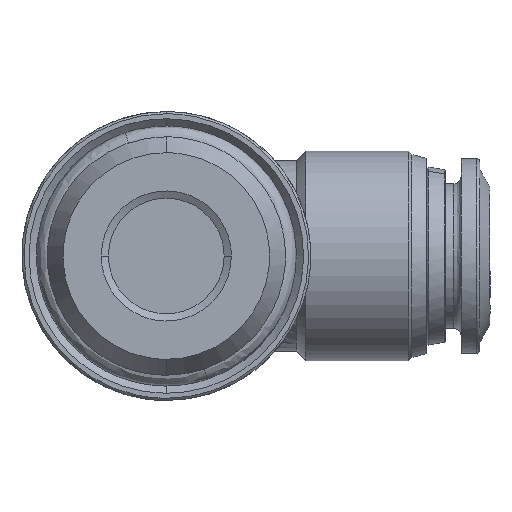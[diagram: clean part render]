
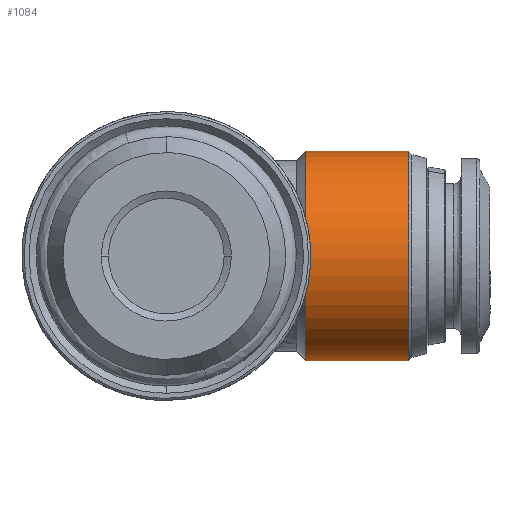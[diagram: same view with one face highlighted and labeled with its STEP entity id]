
A CAD part, front view. The second image highlights one B-rep face of the part: STEP entity #1084.
In plain terms, the highlighted free-form (B-spline) face has degree [1, 3] with [2, 4] control points.
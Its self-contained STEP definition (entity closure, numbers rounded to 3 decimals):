
#53 = CARTESIAN_POINT ( 'NONE',  ( 9.65, 0., 7.25 ) ) ;
#539 = CARTESIAN_POINT ( 'NONE',  ( 16.768, -14.5, -7.25 ) ) ;
#633 = B_SPLINE_CURVE_WITH_KNOTS ( 'NONE', 1,
 ( #3430, #1688 ),
 .UNSPECIFIED., .F., .F.,
 ( 2, 2 ),
 ( -1., 0. ),
 .UNSPECIFIED. ) ;
#737 = CARTESIAN_POINT ( 'NONE',  ( 9.65, 0., -7.25 ) ) ;
#1084 = ADVANCED_FACE ( 'NONE', ( #2581 ), #2564, .F. ) ;
#1136 = ORIENTED_EDGE ( 'NONE', *, *, #1710, .F. ) ;
#1245 = CARTESIAN_POINT ( 'NONE',  ( 9.65, -14.5, 7.25 ) ) ;
#1688 = CARTESIAN_POINT ( 'NONE',  ( 16.768, 0., 7.25 ) ) ;
#1710 = EDGE_CURVE ( 'NONE', #4869, #4384, #1791, .T. ) ;
#1720 = CARTESIAN_POINT ( 'NONE',  ( 9.65, -14.5, 7.25 ) ) ;
#1740 = CARTESIAN_POINT ( 'NONE',  ( 16.768, -14.5, 7.25 ) ) ;
#1791 = B_SPLINE_CURVE_WITH_KNOTS ( 'NONE', 1,
 ( #2657, #6771 ),
 .UNSPECIFIED., .F., .F.,
 ( 2, 2 ),
 ( -1., 0. ),
 .UNSPECIFIED. ) ;
#2075 = VERTEX_POINT ( 'NONE', #4438 ) ;
#2321 = ORIENTED_EDGE ( 'NONE', *, *, #6610, .F. ) ;
#2332 = CARTESIAN_POINT ( 'NONE',  ( 9.65, -14.5, -7.25 ) ) ;
#2369 =( BOUNDED_CURVE ( )  B_SPLINE_CURVE ( 3, ( #6930, #2809, #5935, #2993 ),
 .UNSPECIFIED., .F., .F. ) 
 B_SPLINE_CURVE_WITH_KNOTS ( ( 4, 4 ),
 ( -3.142, 0. ),
 .UNSPECIFIED. ) 
 CURVE ( )  GEOMETRIC_REPRESENTATION_ITEM ( )  RATIONAL_B_SPLINE_CURVE ( ( 1., 0.333, 0.333, 1. ) ) 
 REPRESENTATION_ITEM ( '' )  );
#2411 = VERTEX_POINT ( 'NONE', #6778 ) ;
#2564 =( BOUNDED_SURFACE ( )  B_SPLINE_SURFACE ( 1, 3, ( 
 ( #4066, #539, #1740, #4637 ),
 ( #5821, #2332, #1720, #53 ) ),
 .UNSPECIFIED., .F., .F., .F. ) 
 B_SPLINE_SURFACE_WITH_KNOTS ( ( 2, 2 ),
 ( 4, 4 ),
 ( 0., 1. ),
 ( 0., 1. ),
 .UNSPECIFIED. ) 
 GEOMETRIC_REPRESENTATION_ITEM ( )  RATIONAL_B_SPLINE_SURFACE ( (
 ( 1., 0.333, 0.333, 1.),
 ( 1., 0.333, 0.333, 1.) ) ) 
 REPRESENTATION_ITEM ( '' )  SURFACE ( )  );
#2581 = FACE_OUTER_BOUND ( 'NONE', #5795, .T. ) ;
#2657 = CARTESIAN_POINT ( 'NONE',  ( 16.768, 0., -7.25 ) ) ;
#2809 = CARTESIAN_POINT ( 'NONE',  ( 16.768, -14.5, 7.25 ) ) ;
#2979 = CARTESIAN_POINT ( 'NONE',  ( 9.65, 0., 7.25 ) ) ;
#2993 = CARTESIAN_POINT ( 'NONE',  ( 16.768, 0., -7.25 ) ) ;
#3041 = CARTESIAN_POINT ( 'NONE',  ( 16.768, 0., -7.25 ) ) ;
#3076 =( BOUNDED_CURVE ( )  B_SPLINE_CURVE ( 3, ( #2979, #1245, #4089, #5294 ),
 .UNSPECIFIED., .F., .F. ) 
 B_SPLINE_CURVE_WITH_KNOTS ( ( 4, 4 ),
 ( -3.142, 0. ),
 .UNSPECIFIED. ) 
 CURVE ( )  GEOMETRIC_REPRESENTATION_ITEM ( )  RATIONAL_B_SPLINE_CURVE ( ( 1., 0.333, 0.333, 1. ) ) 
 REPRESENTATION_ITEM ( '' )  );
#3430 = CARTESIAN_POINT ( 'NONE',  ( 9.65, 0., 7.25 ) ) ;
#3431 = ORIENTED_EDGE ( 'NONE', *, *, #7378, .F. ) ;
#4066 = CARTESIAN_POINT ( 'NONE',  ( 16.768, 0., -7.25 ) ) ;
#4089 = CARTESIAN_POINT ( 'NONE',  ( 9.65, -14.5, -7.25 ) ) ;
#4384 = VERTEX_POINT ( 'NONE', #737 ) ;
#4438 = CARTESIAN_POINT ( 'NONE',  ( 16.768, 0., 7.25 ) ) ;
#4581 = ORIENTED_EDGE ( 'NONE', *, *, #7484, .T. ) ;
#4637 = CARTESIAN_POINT ( 'NONE',  ( 16.768, 0., 7.25 ) ) ;
#4869 = VERTEX_POINT ( 'NONE', #3041 ) ;
#5294 = CARTESIAN_POINT ( 'NONE',  ( 9.65, 0., -7.25 ) ) ;
#5795 = EDGE_LOOP ( 'NONE', ( #2321, #3431, #4581, #1136 ) ) ;
#5821 = CARTESIAN_POINT ( 'NONE',  ( 9.65, 0., -7.25 ) ) ;
#5935 = CARTESIAN_POINT ( 'NONE',  ( 16.768, -14.5, -7.25 ) ) ;
#6610 = EDGE_CURVE ( 'NONE', #2075, #4869, #2369, .T. ) ;
#6771 = CARTESIAN_POINT ( 'NONE',  ( 9.65, 0., -7.25 ) ) ;
#6778 = CARTESIAN_POINT ( 'NONE',  ( 9.65, 0., 7.25 ) ) ;
#6930 = CARTESIAN_POINT ( 'NONE',  ( 16.768, 0., 7.25 ) ) ;
#7378 = EDGE_CURVE ( 'NONE', #2411, #2075, #633, .T. ) ;
#7484 = EDGE_CURVE ( 'NONE', #2411, #4384, #3076, .T. ) ;
